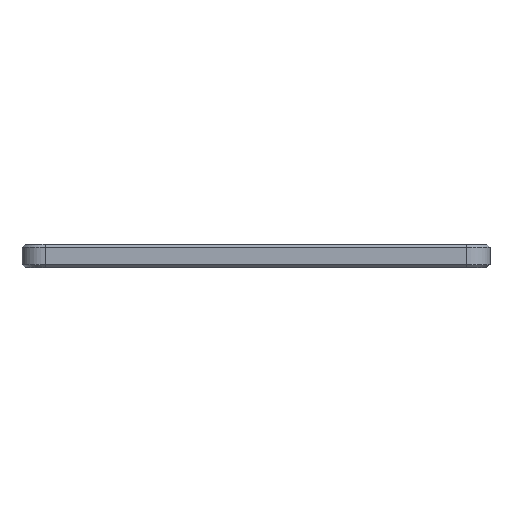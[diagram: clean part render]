
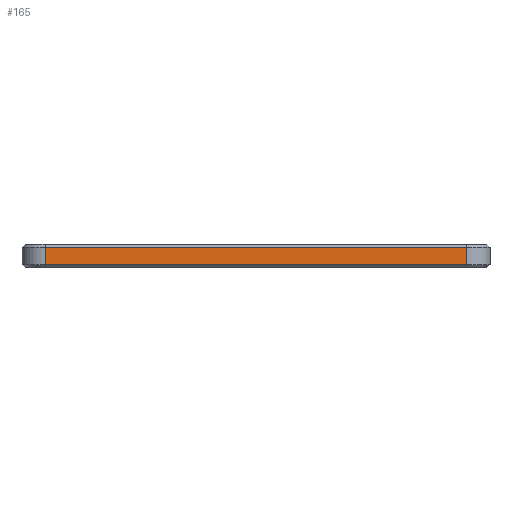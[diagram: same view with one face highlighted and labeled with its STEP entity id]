
A CAD part, left-side view. The second image highlights one B-rep face of the part: STEP entity #165.
In plain terms, the highlighted planar face has unit normal (-1, 0, 0).
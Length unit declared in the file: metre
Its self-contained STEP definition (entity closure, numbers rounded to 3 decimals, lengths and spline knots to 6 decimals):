
#165 = ADVANCED_FACE( '', ( #462 ), #463, .T. );
#462 = FACE_OUTER_BOUND( '', #854, .T. );
#463 = PLANE( '', #855 );
#854 = EDGE_LOOP( '', ( #1819, #1820, #1821, #1822 ) );
#855 = AXIS2_PLACEMENT_3D( '', #1823, #1824, #1825 );
#1819 = ORIENTED_EDGE( '', *, *, #2411, .T. );
#1820 = ORIENTED_EDGE( '', *, *, #2314, .T. );
#1821 = ORIENTED_EDGE( '', *, *, #2412, .T. );
#1822 = ORIENTED_EDGE( '', *, *, #2276, .T. );
#1823 = CARTESIAN_POINT( '', ( -0.06, 0.033907, 0.0022 ) );
#1824 = DIRECTION( '', ( -1., 0., 0. ) );
#1825 = DIRECTION( '', ( 0., 0., -1. ) );
#2276 = EDGE_CURVE( '', #2724, #2737, #2739, .T. );
#2314 = EDGE_CURVE( '', #2797, #2791, #2801, .T. );
#2411 = EDGE_CURVE( '', #2737, #2797, #2959, .T. );
#2412 = EDGE_CURVE( '', #2791, #2724, #2960, .F. );
#2724 = VERTEX_POINT( '', #3442 );
#2737 = VERTEX_POINT( '', #3460 );
#2739 = LINE( '', #3463, #3464 );
#2791 = VERTEX_POINT( '', #3537 );
#2797 = VERTEX_POINT( '', #3544 );
#2801 = LINE( '', #3549, #3550 );
#2959 = LINE( '', #3804, #3805 );
#2960 = LINE( '', #3806, #3807 );
#3442 = CARTESIAN_POINT( '', ( -0.06, 0.033, 0.0018 ) );
#3460 = CARTESIAN_POINT( '', ( -0.06, 0.087, 0.0018 ) );
#3463 = CARTESIAN_POINT( '', ( -0.06, 0.087, 0.0018 ) );
#3464 = VECTOR( '', #4137, 1. );
#3537 = CARTESIAN_POINT( '', ( -0.06, 0.033, -0.0004 ) );
#3544 = CARTESIAN_POINT( '', ( -0.06, 0.087, -0.0004 ) );
#3549 = CARTESIAN_POINT( '', ( -0.06, 0.033907, -0.0004 ) );
#3550 = VECTOR( '', #4203, 1. );
#3804 = CARTESIAN_POINT( '', ( -0.06, 0.087, 0.0022 ) );
#3805 = VECTOR( '', #4304, 1. );
#3806 = CARTESIAN_POINT( '', ( -0.06, 0.033, 0.0022 ) );
#3807 = VECTOR( '', #4305, 1. );
#4137 = DIRECTION( '', ( 0., 1., 0. ) );
#4203 = DIRECTION( '', ( 0., -1., 0. ) );
#4304 = DIRECTION( '', ( 0., 0., -1. ) );
#4305 = DIRECTION( '', ( 0., 0., -1. ) );
